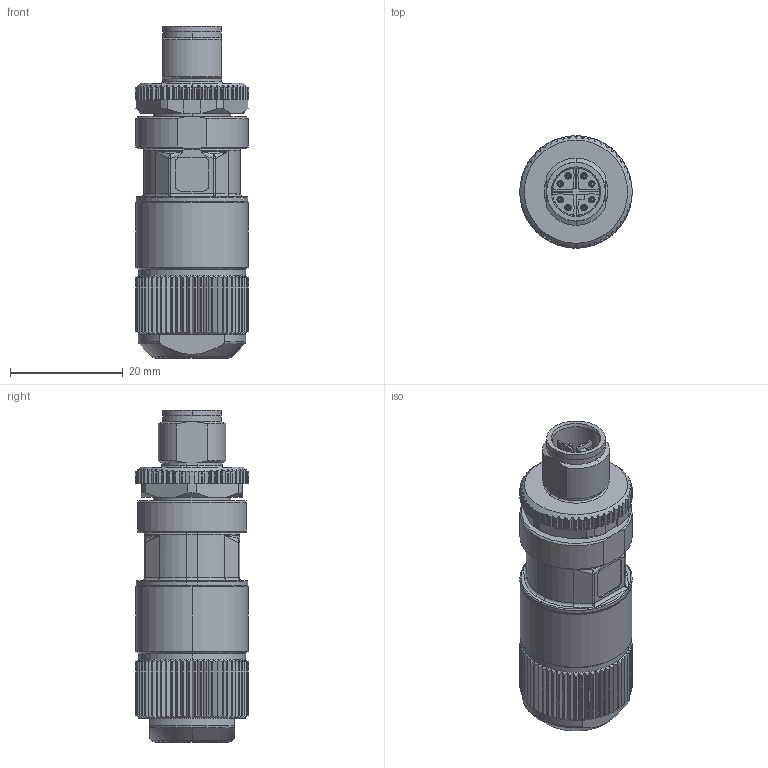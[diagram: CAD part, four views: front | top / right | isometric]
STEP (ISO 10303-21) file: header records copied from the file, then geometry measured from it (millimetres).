
FILE_DESCRIPTION((''),'2;1');
FILE_NAME('248536_SM01_ASM','2025-04-18T10:56:49',('banengservice'),('BANNER ENGINEERING'),'CREO PARAMETRIC BY PTC INC, 2022414','CREO PARAMETRIC BY PTC INC, 2022414','');
FILE_SCHEMA(('CONFIG_CONTROL_DESIGN'));
Length unit declared in the file: millimetre
Products named in the file (2): 248536_EP01; 248536_SM01_ASM
Assembly tree (1 placements, depth 2):
  248536_SM01_ASM
    248536_EP01
Bounding box: 19.9 x 19.9 x 58.85 mm (x, y, z)
Surface area: 5017.6 mm2 (no closed solid volume)
Topology: 0 solids, 2 shells, 879 faces, 2352 edges, 1458 vertices
Faces by surface type: plane 336, cylinder 292, cone 147, torus 60, bspline 28, sphere 16
Entity records: 29735 total; most frequent: CARTESIAN_POINT 8672, ORIENTED_EDGE 4552, DIRECTION 4220, EDGE_CURVE 2328, AXIS2_PLACEMENT_3D 1664, VERTEX_POINT 1458, EDGE_LOOP 906, VECTOR 892
